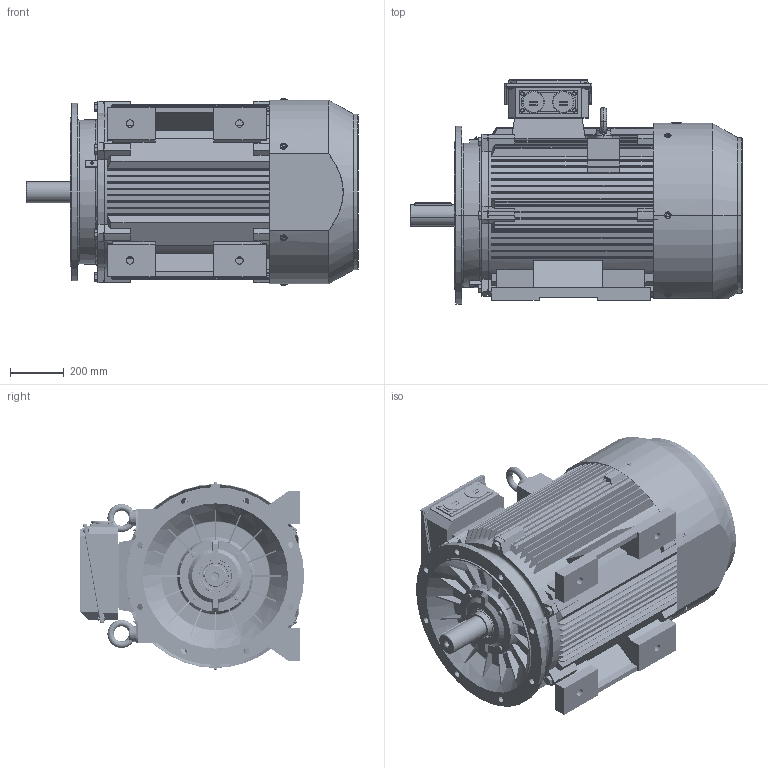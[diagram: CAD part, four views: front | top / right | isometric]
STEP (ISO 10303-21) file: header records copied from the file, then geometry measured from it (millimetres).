
FILE_DESCRIPTION (( 'STEP AP203' ), '1' );
FILE_NAME ('TC 315S-4 B35 外形图（BUSCK）.STEP', '2019-03-12T05:40:41', ( 'abc' ), ( '' ), 'SwSTEP 2.0', 'SolidWorks 2008', '' );
FILE_SCHEMA (( 'CONFIG_CONTROL_DESIGN' ));
Products named in the file (24): 铜油嘴_默认; 油封120-95-12_默认; ｷ釁ﾖﾂﾝｶ､ｼﾓｵ貳ｬ_ﾄｬﾈﾏ; TC 315-TFC440T-座 _默认; NEMA 440接线盒座、盖垫_默认; M8X20_默认; TC 315S-4 B35 外形图（BUSCK）; TC 315S 机座 B3_默认; TC 315-4 B5法兰_默认; TC 315-4 B3后端盖_默认; TC 315-4风叶_默认; TC 315-4风罩_默认; 吊环M30_默认; 扣塞_默认; M20-70_默认; M10-90_默认; TC 315铭牌_默认; TC 315接线盒（BUSCK)_默认; TFC440T-盖(BUSCK)_默认; 315螺套板_默认; M8-20_默认; M63螺塞_默认; TC 315-4轴承外盖_默认; TC 315S-4转轴_默认
Assembly tree (45 placements, depth 3):
  TC 315S-4 B35 外形图（BUSCK）
    TC 315-4轴承外盖_默认  x2
    M10-90_默认  x4
    ｷ釁ﾖﾂﾝｶ､ｼﾓｵ貳ｬ_ﾄｬﾈﾏ  x6
    M20-70_默认  x6
    TC 315铭牌_默认
    TC 315-4风叶_默认
    吊环M30_默认  x2
    TC 315S 机座 B3_默认
    TC 315S-4转轴_默认
    TC 315-4风罩_默认
    油封120-95-12_默认
    铜油嘴_默认
    扣塞_默认
    TC 315-4 B5法兰_默认
    TC 315-4 B3后端盖_默认
    TC 315接线盒（BUSCK)_默认
      315螺套板_默认
      M63螺塞_默认  x2
      TFC440T-盖(BUSCK)_默认
      NEMA 440接线盒座、盖垫_默认
      M8X20_默认  x4
      M8-20_默认  x4
      TC 315-TFC440T-座 _默认
Bounding box: 1232 x 832.9 x 694.6 mm (x, y, z)
Volume: 101248322.1 mm3; surface area: 12018259.6 mm2
Topology: 45 solids, 45 shells, 7860 faces, 22168 edges, 14535 vertices
Faces by surface type: plane 5758, cylinder 939, cone 425, torus 365, bspline 213, sphere 160
Entity records: 264214 total; most frequent: CARTESIAN_POINT 71391, ORIENTED_EDGE 41100, DIRECTION 35295, EDGE_CURVE 20550, LINE 15559, VECTOR 15559, VERTEX_POINT 13519, AXIS2_PLACEMENT_3D 9868
